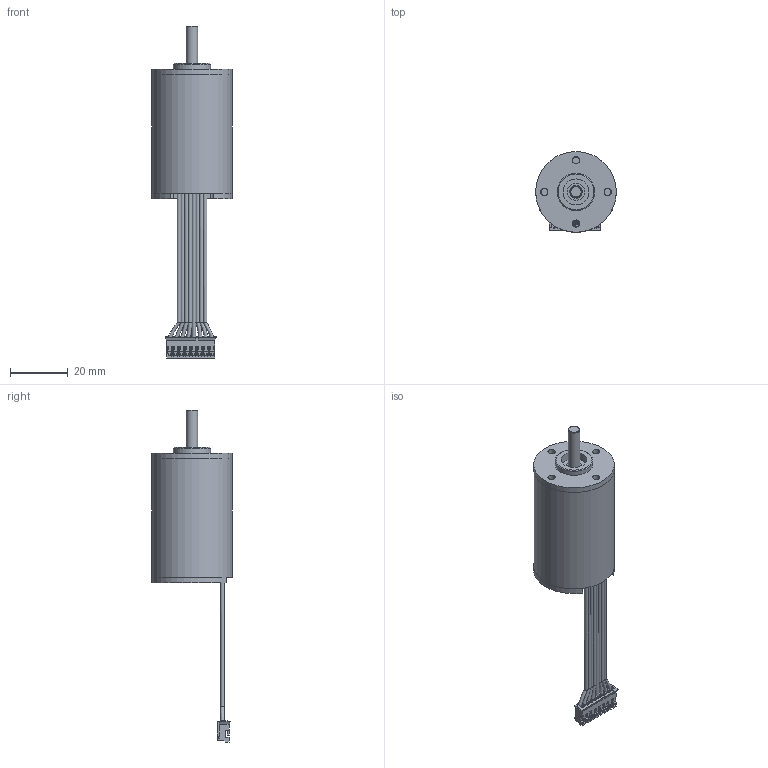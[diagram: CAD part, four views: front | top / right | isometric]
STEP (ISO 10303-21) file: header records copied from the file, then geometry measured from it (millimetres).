
FILE_DESCRIPTION (( 'STEP AP203' ), '1' );
FILE_NAME ('EC2845 3D芞.STEP', '2025-12-01T09:49:02', ( 'Windows 蚚誧' ), ( 'Organization' ), 'SwSTEP 2.0', 'SolidWorks 2020', '' );
FILE_SCHEMA (( 'CONFIG_CONTROL_DESIGN' ));
Length unit declared in the file: millimetre
Products named in the file (9): EC2845 3Dͼ; 01.02.0406 綴傷裔; 01.07.0078 儂褲; 01.06.0053 粣創684ZZN; 01.01.0333 ヶ傷裔; 01.14.0152 傷赽盄; 01.05.0010 O型圈; 01.10.0348 粣; 01.06.0001 粣創NMB-1340ZZ
Assembly tree (8 placements, depth 2):
  EC2845 3Dͼ
    01.07.0078 儂褲
    01.02.0406 綴傷裔
    01.10.0348 粣
    01.01.0333 ヶ傷裔
    01.06.0001 粣創NMB-1340ZZ
    01.14.0152 傷赽盄
    01.06.0053 粣創684ZZN
    01.05.0010 O型圈
Bounding box: 28 x 28 x 115.27 mm (x, y, z)
Volume: 9518.2 mm3; surface area: 16477.2 mm2
Topology: 7 solids, 33 shells, 457 faces, 1448 edges, 982 vertices
Faces by surface type: plane 357, cylinder 74, torus 11, bspline 8, cone 7
Full cylindrical faces by diameter (mm): 0.6 x9, 1.1 x8, 1.3 x8, 1.6 x2, 2.5 x4, 4 x3, 5.5 x2, 5.97 x2, 7 x1, 7.5 x2, 9 x4, 11.22 x2, 12 x1, 13 x3, 25.5 x2, 26.5 x2, 26.6 x1, 26.8 x1, 28 x2
Entity records: 16479 total; most frequent: CARTESIAN_POINT 3268, DIRECTION 2413, ORIENTED_EDGE 2298, EDGE_CURVE 1343, LINE 1155, VECTOR 1155, VERTEX_POINT 960, AXIS2_PLACEMENT_3D 629
